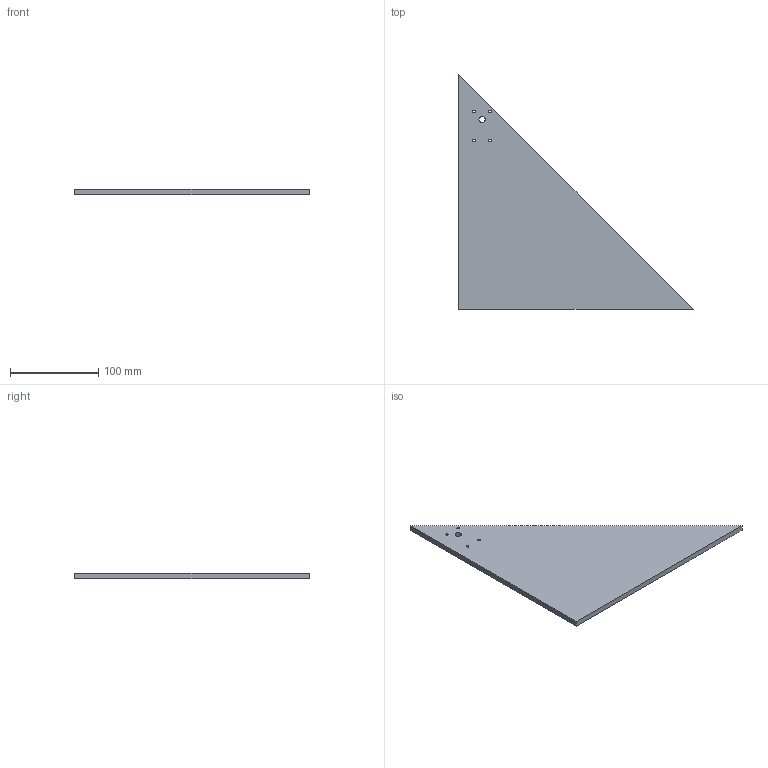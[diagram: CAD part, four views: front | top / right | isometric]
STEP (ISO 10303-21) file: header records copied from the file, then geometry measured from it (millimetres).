
FILE_DESCRIPTION(('CATIA V5 STEP Exchange'),'2;1');
FILE_NAME('top.stp','2017-05-03T16:50:29+00:00',('none'),('none'),'CATIA Version 5 Release 20 GA (IN-10)','CATIA V5 STEP AP203','none');
FILE_SCHEMA(('CONFIG_CONTROL_DESIGN'));
Length unit declared in the file: millimetre
Products named in the file (1): top
Bounding box: 266.7 x 266.7 x 6.35 mm (x, y, z)
Volume: 225410.3 mm3; surface area: 77156.5 mm2
Topology: 1 solids, 1 shells, 15 faces, 39 edges, 26 vertices
Faces by surface type: cylinder 10, plane 5
Entity records: 490 total; most frequent: ORIENTED_EDGE 78, CARTESIAN_POINT 76, DIRECTION 59, EDGE_CURVE 39, AXIS2_PLACEMENT_3D 31, VERTEX_POINT 26, EDGE_LOOP 25, CIRCLE 20
